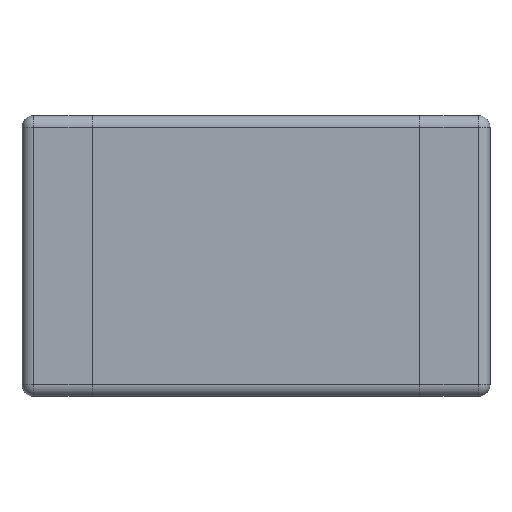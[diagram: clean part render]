
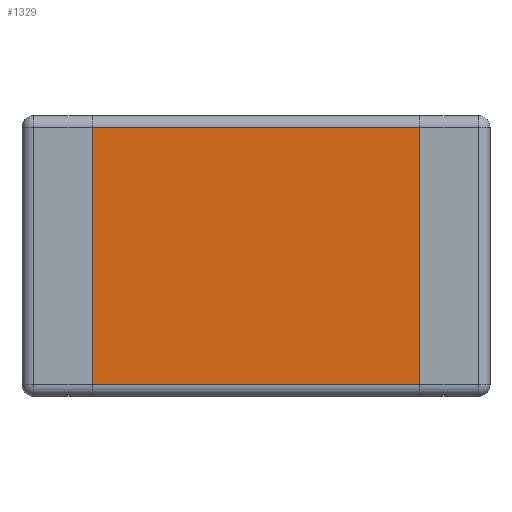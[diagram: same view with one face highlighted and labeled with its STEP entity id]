
A CAD part, front view. The second image highlights one B-rep face of the part: STEP entity #1329.
In plain terms, the highlighted planar face has unit normal (0, -1, 0).
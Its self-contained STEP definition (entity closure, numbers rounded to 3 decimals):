
#417 = CARTESIAN_POINT ( 'NONE',  ( -0.7, 0., -0.55 ) ) ;
#452 = CARTESIAN_POINT ( 'NONE',  ( -0.7, 0., 0.55 ) ) ;
#483 = CARTESIAN_POINT ( 'NONE',  ( 0.7, 0., 0.55 ) ) ;
#644 = FACE_OUTER_BOUND ( 'NONE', #1330, .T. ) ;
#672 = DIRECTION ( 'NONE',  ( -1., 0., 0. ) ) ;
#673 = VECTOR ( 'NONE', #672, 1000. ) ;
#674 = CARTESIAN_POINT ( 'NONE',  ( -1., 0., 0.55 ) ) ;
#676 = LINE ( 'NONE', #674, #673 ) ;
#677 = DIRECTION ( 'NONE',  ( 1., 0., 0. ) ) ;
#678 = VECTOR ( 'NONE', #677, 1000. ) ;
#679 = CARTESIAN_POINT ( 'NONE',  ( 1., 0., -0.55 ) ) ;
#680 = LINE ( 'NONE', #679, #678 ) ;
#681 = DIRECTION ( 'NONE',  ( 0., 0., -1. ) ) ;
#682 = DIRECTION ( 'NONE',  ( 0., -1., 0. ) ) ;
#683 = CARTESIAN_POINT ( 'NONE',  ( 1., 0., -0.6 ) ) ;
#684 = AXIS2_PLACEMENT_3D ( 'NONE', #683, #682, #681 ) ;
#685 = PLANE ( 'NONE',  #684 ) ;
#1131 = EDGE_CURVE ( 'NONE', #1273, #1132, #1620, .T. ) ;
#1132 = VERTEX_POINT ( 'NONE', #1616 ) ;
#1140 = EDGE_CURVE ( 'NONE', #1259, #1263, #1668, .T. ) ;
#1259 = VERTEX_POINT ( 'NONE', #417 ) ;
#1263 = VERTEX_POINT ( 'NONE', #452 ) ;
#1273 = VERTEX_POINT ( 'NONE', #483 ) ;
#1329 = ADVANCED_FACE ( 'NONE', ( #644 ), #685, .T. ) ;
#1330 = EDGE_LOOP ( 'NONE', ( #1331, #1332, #1334, #1335 ) ) ;
#1331 = ORIENTED_EDGE ( 'NONE', *, *, #1140, .F. ) ;
#1332 = ORIENTED_EDGE ( 'NONE', *, *, #1333, .T. ) ;
#1333 = EDGE_CURVE ( 'NONE', #1259, #1132, #680, .T. ) ;
#1334 = ORIENTED_EDGE ( 'NONE', *, *, #1131, .F. ) ;
#1335 = ORIENTED_EDGE ( 'NONE', *, *, #1336, .T. ) ;
#1336 = EDGE_CURVE ( 'NONE', #1273, #1263, #676, .T. ) ;
#1616 = CARTESIAN_POINT ( 'NONE',  ( 0.7, 0., -0.55 ) ) ;
#1617 = DIRECTION ( 'NONE',  ( 0., 0., -1. ) ) ;
#1618 = VECTOR ( 'NONE', #1617, 1000. ) ;
#1619 = CARTESIAN_POINT ( 'NONE',  ( 0.7, 0., -0.6 ) ) ;
#1620 = LINE ( 'NONE', #1619, #1618 ) ;
#1665 = DIRECTION ( 'NONE',  ( 0., 0., 1. ) ) ;
#1666 = VECTOR ( 'NONE', #1665, 1000. ) ;
#1667 = CARTESIAN_POINT ( 'NONE',  ( -0.7, 0., -0.6 ) ) ;
#1668 = LINE ( 'NONE', #1667, #1666 ) ;
